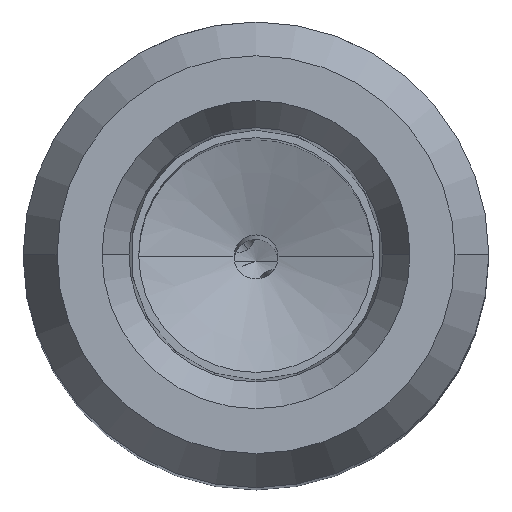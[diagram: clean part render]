
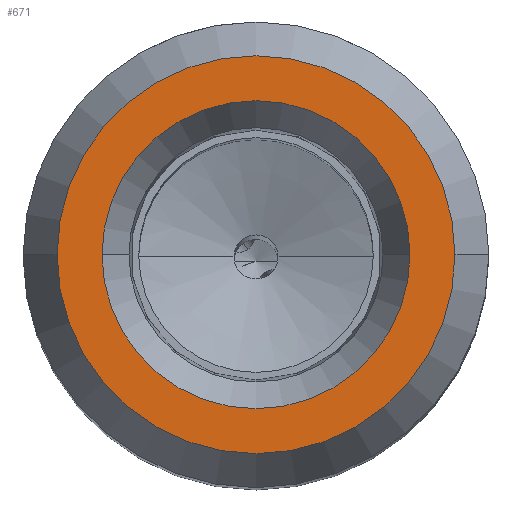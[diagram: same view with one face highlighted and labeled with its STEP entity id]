
A CAD part, top view. The second image highlights one B-rep face of the part: STEP entity #671.
In plain terms, the highlighted planar face has unit normal (0, 0, 1).
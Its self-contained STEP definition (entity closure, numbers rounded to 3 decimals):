
#61=FACE_BOUND('',#1157,.T.);
#62=FACE_BOUND('',#1158,.T.);
#133=PLANE('',#4734);
#671=ADVANCED_FACE('',(#61,#62),#133,.T.);
#1157=EDGE_LOOP('',(#2490,#2491));
#1158=EDGE_LOOP('',(#2492,#2493));
#2490=ORIENTED_EDGE('',*,*,#4073,.T.);
#2491=ORIENTED_EDGE('',*,*,#4074,.T.);
#2492=ORIENTED_EDGE('',*,*,#4075,.T.);
#2493=ORIENTED_EDGE('',*,*,#4076,.T.);
#3454=VERTEX_POINT('',#11063);
#3455=VERTEX_POINT('',#11065);
#3456=VERTEX_POINT('',#11071);
#3457=VERTEX_POINT('',#11072);
#4073=EDGE_CURVE('',#3454,#3455,#4365,.T.);
#4074=EDGE_CURVE('',#3455,#3454,#4366,.T.);
#4075=EDGE_CURVE('',#3456,#3457,#4367,.T.);
#4076=EDGE_CURVE('',#3457,#3456,#4368,.T.);
#4365=CIRCLE('',#4728,5.25);
#4366=CIRCLE('',#4730,5.25);
#4367=CIRCLE('',#4732,6.783);
#4368=CIRCLE('',#4733,6.783);
#4728=AXIS2_PLACEMENT_3D('',#11066,#5356,#5357);
#4730=AXIS2_PLACEMENT_3D('',#11068,#5360,#5361);
#4732=AXIS2_PLACEMENT_3D('',#11070,#5364,#5365);
#4733=AXIS2_PLACEMENT_3D('',#11073,#5366,#5367);
#4734=AXIS2_PLACEMENT_3D('',#11074,#5368,#5369);
#5356=DIRECTION('',(0.,0.,-1.));
#5357=DIRECTION('',(-1.,0.,0.));
#5360=DIRECTION('',(0.,0.,-1.));
#5361=DIRECTION('',(1.,0.,0.));
#5364=DIRECTION('',(0.,0.,1.));
#5365=DIRECTION('',(-1.,0.,0.));
#5366=DIRECTION('',(0.,0.,1.));
#5367=DIRECTION('',(1.,0.,0.));
#5368=DIRECTION('',(0.,0.,1.));
#5369=DIRECTION('',(-1.,0.,0.));
#11063=CARTESIAN_POINT('',(-5.25,0.,24.5));
#11065=CARTESIAN_POINT('',(5.25,0.,24.5));
#11066=CARTESIAN_POINT('',(0.,0.,24.5));
#11068=CARTESIAN_POINT('',(0.,0.,24.5));
#11070=CARTESIAN_POINT('',(0.,0.,24.5));
#11071=CARTESIAN_POINT('',(-6.783,0.,24.5));
#11072=CARTESIAN_POINT('',(6.783,0.,24.5));
#11073=CARTESIAN_POINT('',(0.,0.,24.5));
#11074=CARTESIAN_POINT('',(0.,0.,24.5));
